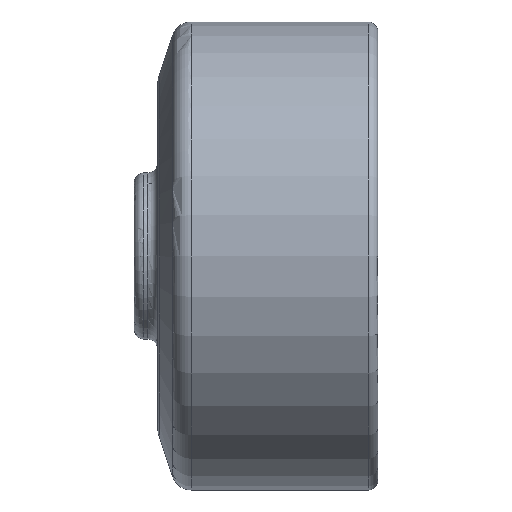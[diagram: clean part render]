
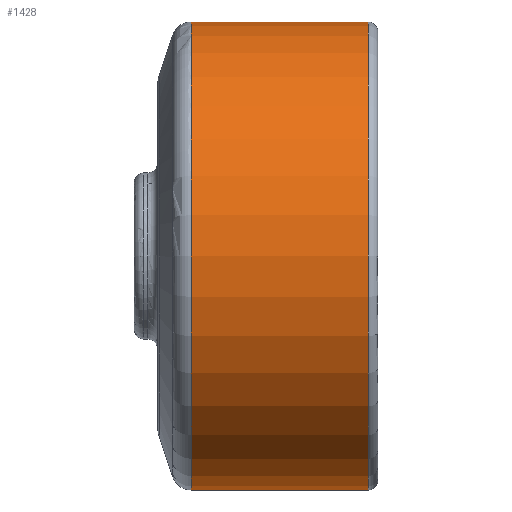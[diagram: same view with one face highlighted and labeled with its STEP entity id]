
A CAD part, front view. The second image highlights one B-rep face of the part: STEP entity #1428.
In plain terms, the highlighted cylindrical face has radius 12 mm (diameter 24 mm), a full revolution.
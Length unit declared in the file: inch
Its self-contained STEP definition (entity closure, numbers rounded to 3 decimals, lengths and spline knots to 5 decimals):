
#51=LINE('',#4490,#64);
#64=VECTOR('',#2111,0.47244);
#72=CYLINDRICAL_SURFACE('',#1664,0.47244);
#184=FACE_OUTER_BOUND('',#256,.T.);
#256=EDGE_LOOP('',(#1335,#1336,#1337,#1338,#1339,#1340));
#451=CIRCLE('',#1652,0.47244);
#452=CIRCLE('',#1653,0.47244);
#459=CIRCLE('',#1662,0.47244);
#460=CIRCLE('',#1663,0.47244);
#626=VERTEX_POINT('',#4421);
#627=VERTEX_POINT('',#4422);
#633=VERTEX_POINT('',#4484);
#634=VERTEX_POINT('',#4486);
#860=EDGE_CURVE('',#626,#627,#451,.T.);
#861=EDGE_CURVE('',#627,#626,#452,.T.);
#870=EDGE_CURVE('',#634,#633,#459,.T.);
#871=EDGE_CURVE('',#633,#634,#460,.T.);
#872=EDGE_CURVE('',#633,#627,#51,.T.);
#1335=ORIENTED_EDGE('',*,*,#870,.T.);
#1336=ORIENTED_EDGE('',*,*,#872,.T.);
#1337=ORIENTED_EDGE('',*,*,#861,.T.);
#1338=ORIENTED_EDGE('',*,*,#860,.T.);
#1339=ORIENTED_EDGE('',*,*,#872,.F.);
#1340=ORIENTED_EDGE('',*,*,#871,.T.);
#1428=ADVANCED_FACE('',(#184),#72,.T.);
#1652=AXIS2_PLACEMENT_3D('',#4423,#2085,#2086);
#1653=AXIS2_PLACEMENT_3D('',#4424,#2087,#2088);
#1662=AXIS2_PLACEMENT_3D('',#4487,#2105,#2106);
#1663=AXIS2_PLACEMENT_3D('',#4488,#2107,#2108);
#1664=AXIS2_PLACEMENT_3D('',#4489,#2109,#2110);
#2085=DIRECTION('center_axis',(1.,0.,0.));
#2086=DIRECTION('ref_axis',(0.,0.,-1.));
#2087=DIRECTION('center_axis',(1.,0.,0.));
#2088=DIRECTION('ref_axis',(0.,0.,-1.));
#2105=DIRECTION('center_axis',(-1.,0.,0.));
#2106=DIRECTION('ref_axis',(0.,0.,-1.));
#2107=DIRECTION('center_axis',(-1.,0.,0.));
#2108=DIRECTION('ref_axis',(0.,0.,-1.));
#2109=DIRECTION('center_axis',(1.,0.,0.));
#2110=DIRECTION('ref_axis',(0.,0.,-1.));
#2111=DIRECTION('',(-1.,0.,0.));
#4421=CARTESIAN_POINT('',(0.11499,0.,-0.47244));
#4422=CARTESIAN_POINT('',(0.11499,0.,0.47244));
#4423=CARTESIAN_POINT('Origin',(0.11499,0.,0.));
#4424=CARTESIAN_POINT('Origin',(0.11499,0.,0.));
#4484=CARTESIAN_POINT('',(0.47244,0.,0.47244));
#4486=CARTESIAN_POINT('',(0.47244,0.,-0.47244));
#4487=CARTESIAN_POINT('Origin',(0.47244,0.,0.));
#4488=CARTESIAN_POINT('Origin',(0.47244,0.,0.));
#4489=CARTESIAN_POINT('Origin',(-0.02461,0.,0.));
#4490=CARTESIAN_POINT('',(-0.02461,0.,0.47244));
